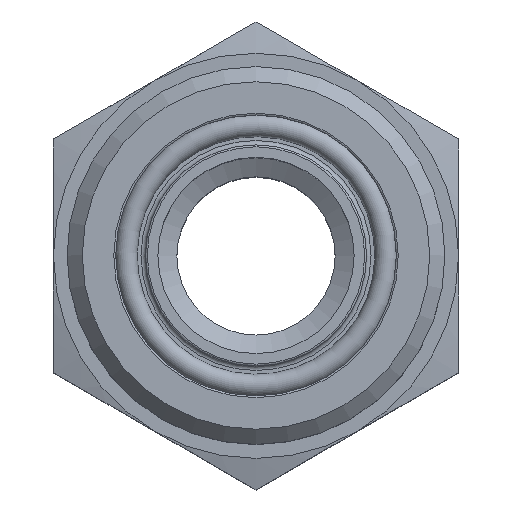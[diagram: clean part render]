
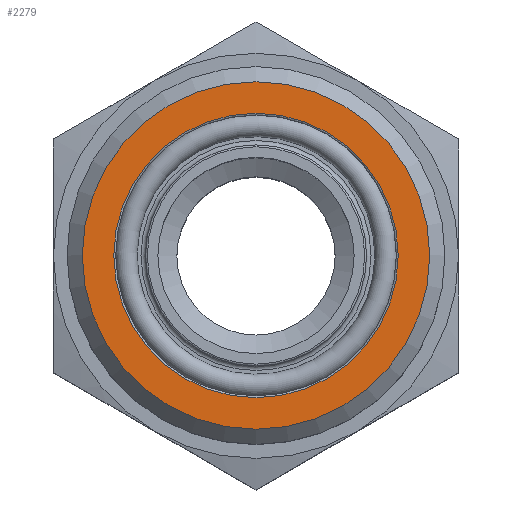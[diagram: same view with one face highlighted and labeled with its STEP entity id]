
A CAD part, top view. The second image highlights one B-rep face of the part: STEP entity #2279.
In plain terms, the highlighted planar face has unit normal (0, 0, 1).
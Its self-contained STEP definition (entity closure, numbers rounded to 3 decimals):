
#2228=CARTESIAN_POINT('',(0.,-11.235,45.5));
#2229=VERTEX_POINT('',#2228);
#2230=CARTESIAN_POINT('',(0.0,0.0,45.5));
#2231=DIRECTION('',(0.0,0.0,1.0));
#2232=DIRECTION('',(0.0,1.0,0.0));
#2233=AXIS2_PLACEMENT_3D('',#2230,#2231,#2232);
#2234=CIRCLE('',#2233,11.235);
#2235=EDGE_CURVE('',#2229,#2229,#2234,.T.);
#2260=CARTESIAN_POINT('',(0.,0.,45.5));
#2261=DIRECTION('',(0.0,0.0,1.0));
#2262=DIRECTION('',(1.0,0.0,0.0));
#2263=AXIS2_PLACEMENT_3D('',#2260,#2261,#2262);
#2264=PLANE('',#2263);
#2265=CARTESIAN_POINT('',(13.725,0.,45.5));
#2266=VERTEX_POINT('',#2265);
#2267=CARTESIAN_POINT('',(0.0,0.0,45.5));
#2268=DIRECTION('',(0.0,0.0,-1.0));
#2269=DIRECTION('',(-1.0,0.0,0.0));
#2270=AXIS2_PLACEMENT_3D('',#2267,#2268,#2269);
#2271=CIRCLE('',#2270,13.725);
#2272=EDGE_CURVE('',#2266,#2266,#2271,.T.);
#2273=ORIENTED_EDGE('',*,*,#2272,.F.);
#2274=EDGE_LOOP('',(#2273));
#2275=FACE_OUTER_BOUND('',#2274,.T.);
#2276=ORIENTED_EDGE('',*,*,#2235,.F.);
#2277=EDGE_LOOP('',(#2276));
#2278=FACE_BOUND('',#2277,.T.);
#2279=ADVANCED_FACE('',(#2275,#2278),#2264,.T.);
